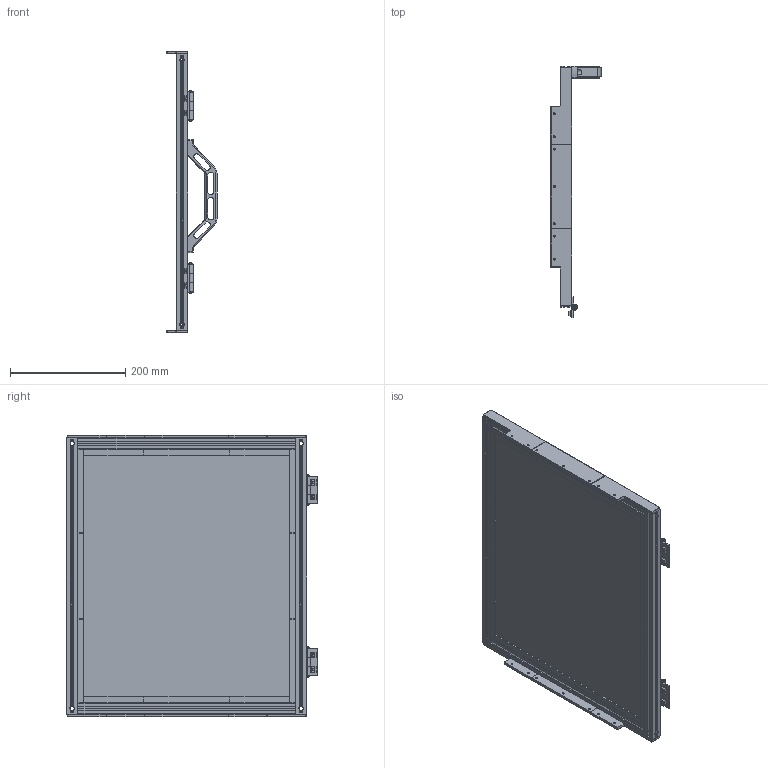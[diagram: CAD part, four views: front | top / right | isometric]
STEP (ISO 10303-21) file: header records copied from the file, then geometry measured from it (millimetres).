
FILE_DESCRIPTION(/* description */ (''),/* implementation_level */ '2;1');
FILE_NAME(/* name */ 'DOOM300DOOR v1.step',/* time_stamp */ '2021-02-22T12:44:03-08:00',/* author */ (''),/* organization */ (''),/* preprocessor_version */ 'ST-DEVELOPER v18.1',/* originating_system */ 'Autodesk Translation Framework v9.7.1.1290',/* authorisation */ '');
FILE_SCHEMA (('AUTOMOTIVE_DESIGN { 1 0 10303 214 3 1 1 }'));
Length unit declared in the file: millimetre
Products named in the file (35): DOOM300DOOR; Door; SideSkirtFlange(Mirror) (1); SideSkirtFlange (1); CenterSkirtFlange (1); CenterSkirtFlange (2); SideSkirtFlange(Mirror) (2); SideSkirtFlange (2); Hinge HHPSN-SET; _HHPSN5-SET_r; _HNTT5-5; _FB5-8; _HHPSN5-SET_l; _HHPSN5-SET_p; Hinge HHPSN-SET(Mirror); _HNTT5-5(Mirror); _FB5-8(Mirror); _HHPSN5-SET_r(Mirror); _HHPSN5-SET_l(Mirror); _HHPSN5-SET_p(Mirror); Extrusions (1); HFSB5-2020-480-LCP-RCP v4 (1); HFSB5-2020-380 (300) v1 (1); Handle; Panels (1); DoorPanelMountSideEdge; DoorrPanelMountTopEdge; DoorPanelMountCenter; DoorPanelMountSideEdge(Mirror); DoorrPanelMountTopEdge(Mirror); DoorPanelMountSideEdge(Mirror) (1); DoorrPanelMountTopEdge(Mirror) (1); DoorPanelMountSideEdge(Mirror)(Mirror); DoorrPanelMountTopEdge(Mirror)(Mirror); DoorPanel
Assembly tree (52 placements, depth 4):
  DOOM300DOOR
    Door
      SideSkirtFlange(Mirror) (1)
      SideSkirtFlange (1)
      CenterSkirtFlange (1)
      CenterSkirtFlange (2)
      SideSkirtFlange(Mirror) (2)
      SideSkirtFlange (2)
      Hinge HHPSN-SET
        _HNTT5-5  x4
        _FB5-8  x4
        _HHPSN5-SET_r
        _HHPSN5-SET_l
        _HHPSN5-SET_p
      Hinge HHPSN-SET(Mirror)
        _HNTT5-5(Mirror)  x4
        _FB5-8(Mirror)  x4
        _HHPSN5-SET_r(Mirror)
        _HHPSN5-SET_l(Mirror)
        _HHPSN5-SET_p(Mirror)
      Extrusions (1)
        HFSB5-2020-480-LCP-RCP v4 (1)  x2
        HFSB5-2020-380 (300) v1 (1)  x2
      Handle
      Panels (1)
        DoorPanelMountSideEdge
        DoorPanelMountCenter  x4
        DoorPanel  x2
        DoorrPanelMountTopEdge
        DoorPanelMountSideEdge(Mirror)
        DoorrPanelMountTopEdge(Mirror)
        DoorPanelMountSideEdge(Mirror) (1)
        DoorrPanelMountTopEdge(Mirror) (1)
        DoorPanelMountSideEdge(Mirror)(Mirror)
        DoorrPanelMountTopEdge(Mirror)(Mirror)
Bounding box: 87 x 436.6 x 490 mm (x, y, z)
Volume: 1418031.4 mm3; surface area: 1172961.6 mm2
Topology: 47 solids, 47 shells, 1282 faces, 3372 edges, 2180 vertices
Faces by surface type: plane 952, cylinder 264, cone 66
Full cylindrical faces by diameter (mm): 3.3 x24, 3.4 x8, 3.6 x6, 4 x8, 4.134 x8, 4.2 x8, 5 x8, 5.4 x2, 5.5 x8, 6.2 x16, 6.3 x8, 7.35 x8, 7.65 x8, 8 x4, 9 x4, 10 x10
Entity records: 25271 total; most frequent: CARTESIAN_POINT 4420, DIRECTION 4202, ORIENTED_EDGE 4040, EDGE_CURVE 2020, LINE 1528, VECTOR 1528, AXIS2_PLACEMENT_3D 1337, VERTEX_POINT 1298
